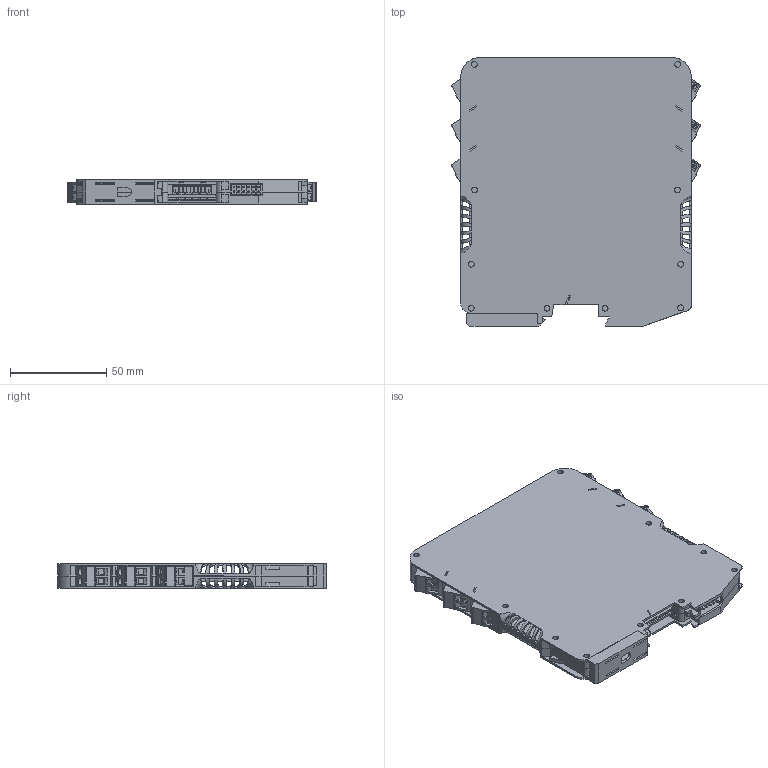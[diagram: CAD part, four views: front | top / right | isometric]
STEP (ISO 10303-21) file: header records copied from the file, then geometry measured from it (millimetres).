
FILE_DESCRIPTION (( 'STEP AP214' ), '1' );
FILE_NAME ('Êîðïóñ ËÏÀ-3.STEP', '2020-05-19T08:38:24', ( '' ), ( '' ), 'SwSTEP 2.0', 'SolidWorks 2017', '' );
FILE_SCHEMA (( 'AUTOMOTIVE_DESIGN' ));
Length unit declared in the file: millimetre
Products named in the file (15): Êîðïóñ-Ëåâàÿ; 珫; Êîëîäêà â ñáîðå - ïðàâàÿ; 扻豵鵨-ч蜱齁罻_v2; TBUS; ÏÏ â ñáîðå; Êîëîäêà â ñáîðå - ëåâàÿ; mstbo-ëåâàÿ; Êîðïóñ-Çàùåëêà; mstbo-ïðàâàÿ; Êîðïóñ-Øèëüä; Êîðïóñ ËÏÀ-3; Êîðïóñ-Ïðàâàÿ; PLD-6R; mstbt
Assembly tree (20 placements, depth 4):
  Êîðïóñ ËÏÀ-3
    Êîðïóñ-Ëåâàÿ
    ÏÏ â ñáîðå
      珫
      Êîëîäêà â ñáîðå - ëåâàÿ  x3
        mstbo-ëåâàÿ
        mstbt
      Êîëîäêà â ñáîðå - ïðàâàÿ  x3
        mstbo-ïðàâàÿ
        mstbt
      TBUS
      PLD-6R
    Êîðïóñ-Øèëüä
    Êîðïóñ-Çàùåëêà
    Êîðïóñ-Ïðàâàÿ
    扻豵鵨-ч蜱齁罻_v2  x2
Bounding box: 129.98 x 140 x 12.5 mm (x, y, z)
Volume: 77890.7 mm3; surface area: 125595.5 mm2
Topology: 26 solids, 26 shells, 4245 faces, 11568 edges, 7597 vertices
Faces by surface type: plane 2914, cylinder 1010, bspline 229, torus 72, cone 20
Entity records: 97202 total; most frequent: CARTESIAN_POINT 21172, ORIENTED_EDGE 14502, DIRECTION 12650, EDGE_CURVE 7251, VECTOR 5200, LINE 5200, VERTEX_POINT 4759, AXIS2_PLACEMENT_3D 3725
